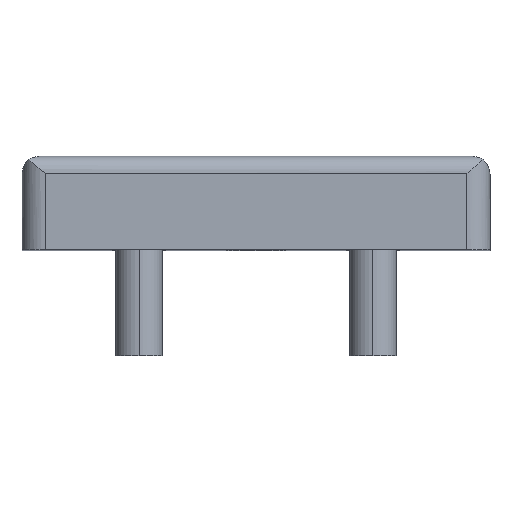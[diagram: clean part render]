
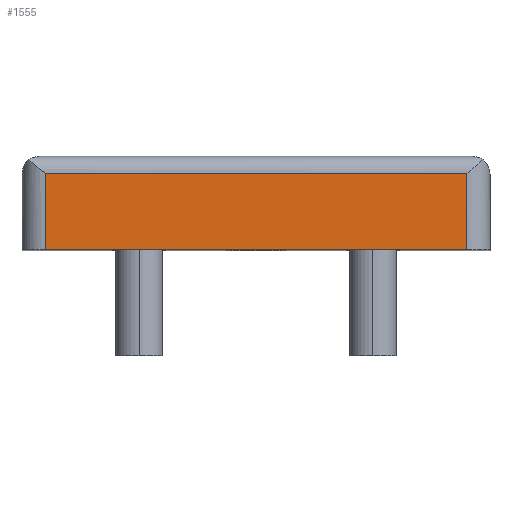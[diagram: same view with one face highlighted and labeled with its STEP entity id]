
A CAD part, top view. The second image highlights one B-rep face of the part: STEP entity #1555.
In plain terms, the highlighted planar face has unit normal (0, 0, 1).
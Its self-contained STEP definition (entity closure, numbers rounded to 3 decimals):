
#1 = DIRECTION ( 'NONE',  ( -1., 0., 0. ) ) ;
#322 = EDGE_CURVE ( 'NONE', #2699, #533, #2516, .T. ) ;
#406 = CARTESIAN_POINT ( 'NONE',  ( 0., 0., 40. ) ) ;
#482 = CARTESIAN_POINT ( 'NONE',  ( 36., 0., 40. ) ) ;
#533 = VERTEX_POINT ( 'NONE', #2017 ) ;
#566 = DIRECTION ( 'NONE',  ( 0., -1., 0. ) ) ;
#703 = DIRECTION ( 'NONE',  ( 0., 0., 1. ) ) ;
#711 = DIRECTION ( 'NONE',  ( 1., 0., 0. ) ) ;
#758 = VECTOR ( 'NONE', #566, 1000. ) ;
#1016 = VERTEX_POINT ( 'NONE', #2700 ) ;
#1070 = DIRECTION ( 'NONE',  ( 1., 0., 0. ) ) ;
#1169 = VECTOR ( 'NONE', #2028, 1000. ) ;
#1314 = ORIENTED_EDGE ( 'NONE', *, *, #1912, .T. ) ;
#1315 = LINE ( 'NONE', #406, #2219 ) ;
#1465 = FACE_OUTER_BOUND ( 'NONE', #1984, .T. ) ;
#1555 = ADVANCED_FACE ( 'NONE', ( #1465 ), #2266, .T. ) ;
#1625 = ORIENTED_EDGE ( 'NONE', *, *, #322, .F. ) ;
#1703 = ORIENTED_EDGE ( 'NONE', *, *, #2786, .T. ) ;
#1775 = AXIS2_PLACEMENT_3D ( 'NONE', #482, #703, #711 ) ;
#1845 = VERTEX_POINT ( 'NONE', #2134 ) ;
#1902 = ORIENTED_EDGE ( 'NONE', *, *, #2467, .T. ) ;
#1912 = EDGE_CURVE ( 'NONE', #1845, #533, #1315, .T. ) ;
#1962 = VECTOR ( 'NONE', #1, 1000. ) ;
#1984 = EDGE_LOOP ( 'NONE', ( #1625, #1703, #1902, #1314 ) ) ;
#2017 = CARTESIAN_POINT ( 'NONE',  ( 36., 0., 40. ) ) ;
#2028 = DIRECTION ( 'NONE',  ( 0., -1., 0. ) ) ;
#2031 = LINE ( 'NONE', #2640, #1962 ) ;
#2037 = CARTESIAN_POINT ( 'NONE',  ( 36., 0., 40. ) ) ;
#2134 = CARTESIAN_POINT ( 'NONE',  ( -36., 0., 40. ) ) ;
#2219 = VECTOR ( 'NONE', #1070, 1000. ) ;
#2266 = PLANE ( 'NONE',  #1775 ) ;
#2366 = CARTESIAN_POINT ( 'NONE',  ( -36., 0., 40. ) ) ;
#2416 = LINE ( 'NONE', #2366, #758 ) ;
#2467 = EDGE_CURVE ( 'NONE', #1016, #1845, #2416, .T. ) ;
#2516 = LINE ( 'NONE', #2037, #1169 ) ;
#2571 = CARTESIAN_POINT ( 'NONE',  ( 36., 13., 40. ) ) ;
#2640 = CARTESIAN_POINT ( 'NONE',  ( 36., 13., 40. ) ) ;
#2699 = VERTEX_POINT ( 'NONE', #2571 ) ;
#2700 = CARTESIAN_POINT ( 'NONE',  ( -36., 13., 40. ) ) ;
#2786 = EDGE_CURVE ( 'NONE', #2699, #1016, #2031, .T. ) ;
